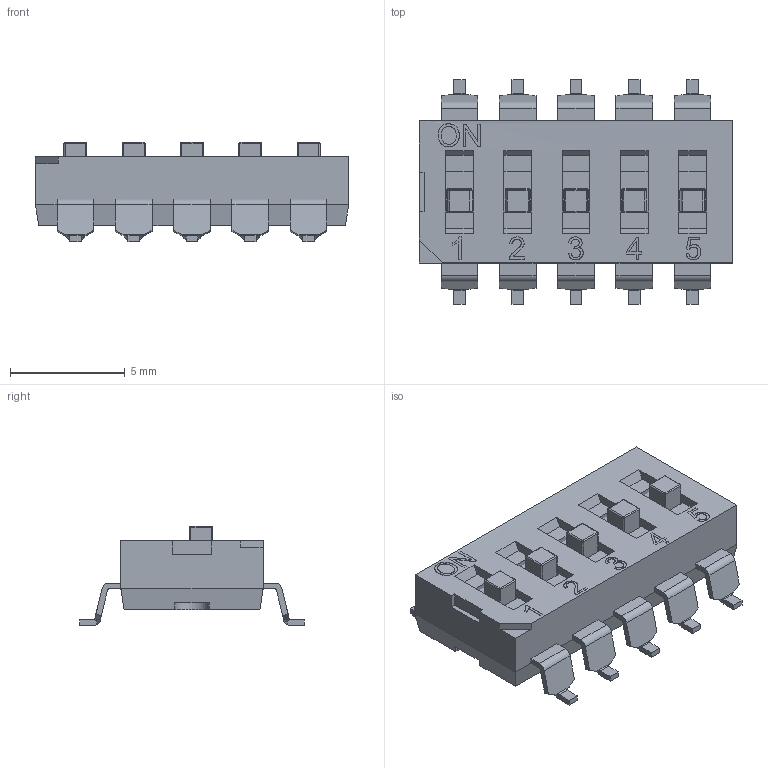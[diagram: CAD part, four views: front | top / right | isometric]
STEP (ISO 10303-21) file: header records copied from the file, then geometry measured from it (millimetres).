
FILE_DESCRIPTION(/* description */ (''),/* implementation_level */ '2;1');
FILE_NAME(/* name */ 'SMD DIP SWITCH 5P.step',/* time_stamp */ '2021-04-01T12:34:06+02:00',/* author */ (''),/* organization */ (''),/* preprocessor_version */ 'ST-DEVELOPER v18.1',/* originating_system */ 'Autodesk Translation Framework v9.10.0.1330',/* authorisation */ '');
FILE_SCHEMA (('AUTOMOTIVE_DESIGN { 1 0 10303 214 3 1 1 }'));
Length unit declared in the file: millimetre
Products named in the file (1): SMD DIP SWITCH 5P
Bounding box: 13.64 x 9.8 x 4.32 mm (x, y, z)
Volume: 263.4 mm3; surface area: 574.1 mm2
Topology: 16 solids, 16 shells, 915 faces, 2462 edges, 1556 vertices
Faces by surface type: plane 569, cylinder 272, bspline 34, torus 20, sphere 20
Full cylindrical faces by diameter (mm): 0.57 x5, 0.6 x15, 2.4 x1
Entity records: 29704 total; most frequent: CARTESIAN_POINT 6474, ORIENTED_EDGE 4924, DIRECTION 4702, EDGE_CURVE 2462, LINE 1810, VECTOR 1810, VERTEX_POINT 1556, AXIS2_PLACEMENT_3D 1446
